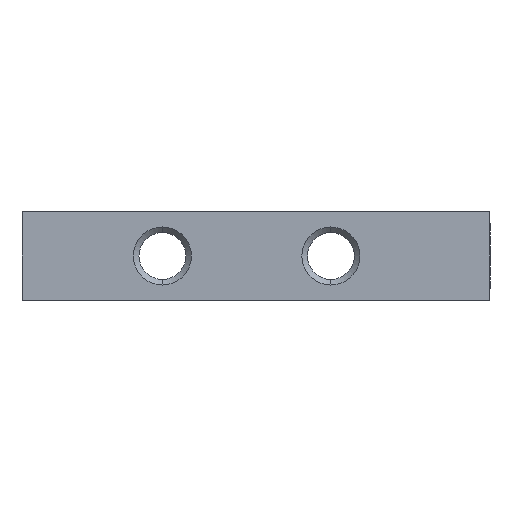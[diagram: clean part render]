
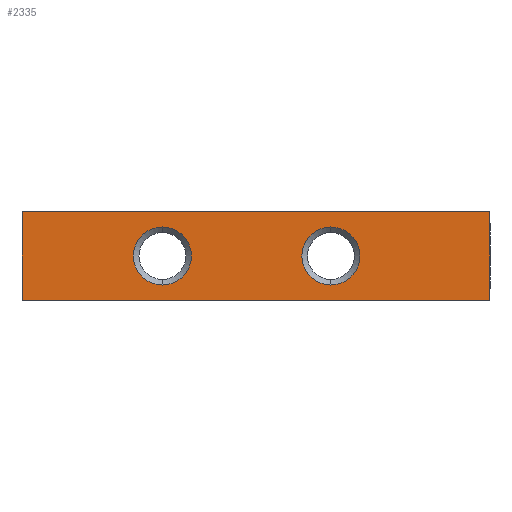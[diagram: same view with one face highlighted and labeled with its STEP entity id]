
A CAD part, left-side view. The second image highlights one B-rep face of the part: STEP entity #2335.
In plain terms, the highlighted planar face has unit normal (-1, 0, 0).
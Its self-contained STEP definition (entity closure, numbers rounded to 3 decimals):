
#63 = CARTESIAN_POINT ( 'NONE',  ( 0., 50., 4.75 ) ) ;
#65 = PLANE ( 'NONE',  #888 ) ;
#87 = VECTOR ( 'NONE', #1896, 1000. ) ;
#152 = VERTEX_POINT ( 'NONE', #2600 ) ;
#210 = CARTESIAN_POINT ( 'NONE',  ( 0., 50., 4.75 ) ) ;
#220 = ORIENTED_EDGE ( 'NONE', *, *, #1753, .T. ) ;
#305 = CARTESIAN_POINT ( 'NONE',  ( 0., 35., -3.1 ) ) ;
#421 = VERTEX_POINT ( 'NONE', #2525 ) ;
#465 = DIRECTION ( 'NONE',  ( -1., 0., 0. ) ) ;
#506 = EDGE_LOOP ( 'NONE', ( #2577, #1866 ) ) ;
#517 = ORIENTED_EDGE ( 'NONE', *, *, #1473, .F. ) ;
#580 = VECTOR ( 'NONE', #2473, 1000. ) ;
#664 = FACE_BOUND ( 'NONE', #781, .T. ) ;
#721 = EDGE_CURVE ( 'NONE', #735, #1806, #2641, .T. ) ;
#735 = VERTEX_POINT ( 'NONE', #305 ) ;
#744 = DIRECTION ( 'NONE',  ( 0., 0., -1. ) ) ;
#781 = EDGE_LOOP ( 'NONE', ( #517, #1672 ) ) ;
#857 = LINE ( 'NONE', #63, #2050 ) ;
#885 = VERTEX_POINT ( 'NONE', #2495 ) ;
#888 = AXIS2_PLACEMENT_3D ( 'NONE', #901, #1995, #744 ) ;
#901 = CARTESIAN_POINT ( 'NONE',  ( 0., 50., 4.75 ) ) ;
#911 = DIRECTION ( 'NONE',  ( 0., 0., 1. ) ) ;
#999 = ORIENTED_EDGE ( 'NONE', *, *, #2106, .F. ) ;
#1043 = EDGE_CURVE ( 'NONE', #885, #1741, #1118, .T. ) ;
#1059 = CARTESIAN_POINT ( 'NONE',  ( 0., 35., 3.1 ) ) ;
#1075 = DIRECTION ( 'NONE',  ( 0., 0., 1. ) ) ;
#1091 = FACE_OUTER_BOUND ( 'NONE', #2278, .T. ) ;
#1118 = CIRCLE ( 'NONE', #1902, 3.1 ) ;
#1139 = CIRCLE ( 'NONE', #2141, 3.1 ) ;
#1257 = LINE ( 'NONE', #210, #87 ) ;
#1309 = DIRECTION ( 'NONE',  ( 0., -1., 0. ) ) ;
#1473 = EDGE_CURVE ( 'NONE', #1806, #735, #2287, .T. ) ;
#1501 = FACE_BOUND ( 'NONE', #506, .T. ) ;
#1579 = CARTESIAN_POINT ( 'NONE',  ( 0., 35., 0. ) ) ;
#1594 = VERTEX_POINT ( 'NONE', #1960 ) ;
#1646 = CARTESIAN_POINT ( 'NONE',  ( 0., 50., -4.75 ) ) ;
#1672 = ORIENTED_EDGE ( 'NONE', *, *, #721, .F. ) ;
#1682 = DIRECTION ( 'NONE',  ( 0., 0., 1. ) ) ;
#1718 = EDGE_CURVE ( 'NONE', #2655, #1594, #1870, .T. ) ;
#1741 = VERTEX_POINT ( 'NONE', #2674 ) ;
#1753 = EDGE_CURVE ( 'NONE', #152, #2655, #1257, .T. ) ;
#1806 = VERTEX_POINT ( 'NONE', #1059 ) ;
#1811 = DIRECTION ( 'NONE',  ( 0., 0., 1. ) ) ;
#1813 = EDGE_CURVE ( 'NONE', #152, #421, #857, .T. ) ;
#1859 = LINE ( 'NONE', #2692, #580 ) ;
#1866 = ORIENTED_EDGE ( 'NONE', *, *, #1043, .F. ) ;
#1870 = LINE ( 'NONE', #1646, #1922 ) ;
#1877 = ORIENTED_EDGE ( 'NONE', *, *, #1718, .T. ) ;
#1896 = DIRECTION ( 'NONE',  ( 0., 0., -1. ) ) ;
#1898 = AXIS2_PLACEMENT_3D ( 'NONE', #1579, #2405, #1811 ) ;
#1902 = AXIS2_PLACEMENT_3D ( 'NONE', #2319, #465, #1075 ) ;
#1921 = EDGE_CURVE ( 'NONE', #1741, #885, #1139, .T. ) ;
#1922 = VECTOR ( 'NONE', #2323, 1000. ) ;
#1955 = DIRECTION ( 'NONE',  ( -1., 0., 0. ) ) ;
#1960 = CARTESIAN_POINT ( 'NONE',  ( 0., 0., -4.75 ) ) ;
#1995 = DIRECTION ( 'NONE',  ( 1., 0., 0. ) ) ;
#2050 = VECTOR ( 'NONE', #1309, 1000. ) ;
#2106 = EDGE_CURVE ( 'NONE', #421, #1594, #1859, .T. ) ;
#2141 = AXIS2_PLACEMENT_3D ( 'NONE', #2365, #1955, #911 ) ;
#2278 = EDGE_LOOP ( 'NONE', ( #220, #1877, #999, #2330 ) ) ;
#2287 = CIRCLE ( 'NONE', #2383, 3.1 ) ;
#2319 = CARTESIAN_POINT ( 'NONE',  ( 0., 17., 0. ) ) ;
#2323 = DIRECTION ( 'NONE',  ( 0., -1., 0. ) ) ;
#2330 = ORIENTED_EDGE ( 'NONE', *, *, #1813, .F. ) ;
#2335 = ADVANCED_FACE ( 'NONE', ( #664, #1501, #1091 ), #65, .F. ) ;
#2345 = DIRECTION ( 'NONE',  ( -1., 0., 0. ) ) ;
#2365 = CARTESIAN_POINT ( 'NONE',  ( 0., 17., 0. ) ) ;
#2383 = AXIS2_PLACEMENT_3D ( 'NONE', #2561, #2345, #1682 ) ;
#2389 = CARTESIAN_POINT ( 'NONE',  ( 0., 50., -4.75 ) ) ;
#2405 = DIRECTION ( 'NONE',  ( -1., 0., 0. ) ) ;
#2473 = DIRECTION ( 'NONE',  ( 0., 0., -1. ) ) ;
#2495 = CARTESIAN_POINT ( 'NONE',  ( 0., 17., -3.1 ) ) ;
#2525 = CARTESIAN_POINT ( 'NONE',  ( 0., 0., 4.75 ) ) ;
#2561 = CARTESIAN_POINT ( 'NONE',  ( 0., 35., 0. ) ) ;
#2577 = ORIENTED_EDGE ( 'NONE', *, *, #1921, .F. ) ;
#2600 = CARTESIAN_POINT ( 'NONE',  ( 0., 50., 4.75 ) ) ;
#2641 = CIRCLE ( 'NONE', #1898, 3.1 ) ;
#2655 = VERTEX_POINT ( 'NONE', #2389 ) ;
#2674 = CARTESIAN_POINT ( 'NONE',  ( 0., 17., 3.1 ) ) ;
#2692 = CARTESIAN_POINT ( 'NONE',  ( 0., 0., 4.75 ) ) ;
